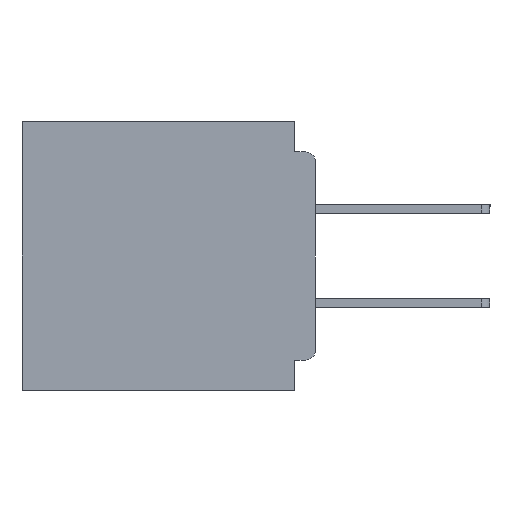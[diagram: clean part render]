
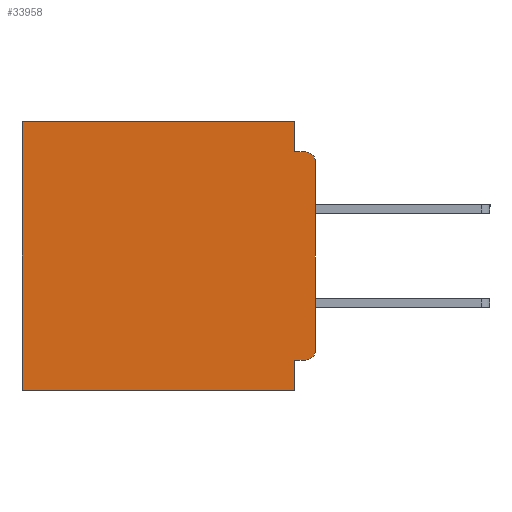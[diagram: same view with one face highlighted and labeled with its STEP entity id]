
A CAD part, left-side view. The second image highlights one B-rep face of the part: STEP entity #33958.
In plain terms, the highlighted planar face has unit normal (-1, 0, 0).
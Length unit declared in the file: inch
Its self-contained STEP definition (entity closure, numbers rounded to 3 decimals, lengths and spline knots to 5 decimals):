
#614 = DIRECTION ( 'NONE',  ( 0., -1., 0. ) ) ;
#634 = VERTEX_POINT ( 'NONE', #11115 ) ;
#949 = EDGE_CURVE ( 'NONE', #11472, #2464, #20185, .T. ) ;
#1001 = EDGE_CURVE ( 'NONE', #28303, #33392, #10875, .T. ) ;
#1060 = AXIS2_PLACEMENT_3D ( 'NONE', #24826, #7823, #27675 ) ;
#1241 = DIRECTION ( 'NONE',  ( 0., 0., -1. ) ) ;
#1621 = CARTESIAN_POINT ( 'NONE',  ( 0.3, 0.437, -0.4 ) ) ;
#2464 = VERTEX_POINT ( 'NONE', #30191 ) ;
#2604 = DIRECTION ( 'NONE',  ( -1., 0., 0. ) ) ;
#2724 = CARTESIAN_POINT ( 'NONE',  ( 0.3, 0.031, -0.355 ) ) ;
#3039 = ORIENTED_EDGE ( 'NONE', *, *, #28751, .F. ) ;
#3141 = CARTESIAN_POINT ( 'NONE',  ( 0.3, 0., 0. ) ) ;
#3588 = VERTEX_POINT ( 'NONE', #21430 ) ;
#4294 = DIRECTION ( 'NONE',  ( 1., 0., 0. ) ) ;
#4347 = ORIENTED_EDGE ( 'NONE', *, *, #1001, .F. ) ;
#4502 = CARTESIAN_POINT ( 'NONE',  ( 0.3, 0.437, -0.4 ) ) ;
#5170 = AXIS2_PLACEMENT_3D ( 'NONE', #7043, #4294, #24196 ) ;
#5284 = EDGE_CURVE ( 'NONE', #27214, #14647, #34547, .T. ) ;
#6315 = CIRCLE ( 'NONE', #1060, 0.015 ) ;
#6718 = DIRECTION ( 'NONE',  ( 0., 0., -1. ) ) ;
#6738 = LINE ( 'NONE', #25674, #21003 ) ;
#7035 = ORIENTED_EDGE ( 'NONE', *, *, #949, .T. ) ;
#7043 = CARTESIAN_POINT ( 'NONE',  ( 0.3, 0., -0.4 ) ) ;
#7480 = EDGE_CURVE ( 'NONE', #2464, #14647, #13770, .T. ) ;
#7823 = DIRECTION ( 'NONE',  ( -1., 0., 0. ) ) ;
#8914 = LINE ( 'NONE', #21135, #30599 ) ;
#9475 = EDGE_LOOP ( 'NONE', ( #22611, #19985, #4347, #31834, #7035, #36543, #15086, #3039, #27011, #25713 ) ) ;
#9636 = VECTOR ( 'NONE', #24172, 39.37008 ) ;
#10311 = DIRECTION ( 'NONE',  ( 0., 0., -1. ) ) ;
#10331 = CARTESIAN_POINT ( 'NONE',  ( 0.3, 0.031, -0.045 ) ) ;
#10546 = LINE ( 'NONE', #21335, #9636 ) ;
#10875 = LINE ( 'NONE', #14240, #18413 ) ;
#11115 = CARTESIAN_POINT ( 'NONE',  ( 0.3, 0.015, -0.355 ) ) ;
#11472 = VERTEX_POINT ( 'NONE', #35364 ) ;
#13770 = LINE ( 'NONE', #4502, #21244 ) ;
#14142 = FACE_OUTER_BOUND ( 'NONE', #9475, .T. ) ;
#14240 = CARTESIAN_POINT ( 'NONE',  ( 0.3, 0., -0.045 ) ) ;
#14514 = VECTOR ( 'NONE', #6718, 39.37008 ) ;
#14647 = VERTEX_POINT ( 'NONE', #1621 ) ;
#14660 = CIRCLE ( 'NONE', #24294, 0.015 ) ;
#15086 = ORIENTED_EDGE ( 'NONE', *, *, #5284, .F. ) ;
#16870 = CARTESIAN_POINT ( 'NONE',  ( 0.3, 0.031, -0.4 ) ) ;
#18413 = VECTOR ( 'NONE', #614, 39.37008 ) ;
#18547 = VERTEX_POINT ( 'NONE', #2724 ) ;
#18868 = DIRECTION ( 'NONE',  ( 0., 1., 0. ) ) ;
#19710 = CARTESIAN_POINT ( 'NONE',  ( 0.3, 0.015, -0.06 ) ) ;
#19985 = ORIENTED_EDGE ( 'NONE', *, *, #36358, .T. ) ;
#20185 = LINE ( 'NONE', #3141, #34182 ) ;
#21003 = VECTOR ( 'NONE', #28528, 39.37008 ) ;
#21135 = CARTESIAN_POINT ( 'NONE',  ( 0.3, 0., -0.4 ) ) ;
#21244 = VECTOR ( 'NONE', #10311, 39.37008 ) ;
#21335 = CARTESIAN_POINT ( 'NONE',  ( 0.3, 0.031, 0. ) ) ;
#21430 = CARTESIAN_POINT ( 'NONE',  ( 0.3, 0., -0.06 ) ) ;
#22505 = DIRECTION ( 'NONE',  ( 0., 0., -1. ) ) ;
#22611 = ORIENTED_EDGE ( 'NONE', *, *, #31880, .F. ) ;
#22791 = DIRECTION ( 'NONE',  ( 0., 1., 0. ) ) ;
#23756 = CARTESIAN_POINT ( 'NONE',  ( 0.3, 0.031, -0.4 ) ) ;
#24172 = DIRECTION ( 'NONE',  ( 0., 0., -1. ) ) ;
#24196 = DIRECTION ( 'NONE',  ( 0., 0., -1. ) ) ;
#24294 = AXIS2_PLACEMENT_3D ( 'NONE', #19710, #2604, #22505 ) ;
#24485 = CARTESIAN_POINT ( 'NONE',  ( 0.3, 0.015, -0.045 ) ) ;
#24826 = CARTESIAN_POINT ( 'NONE',  ( 0.3, 0.015, -0.34 ) ) ;
#25674 = CARTESIAN_POINT ( 'NONE',  ( 0.3, 0., -0.355 ) ) ;
#25713 = ORIENTED_EDGE ( 'NONE', *, *, #30238, .T. ) ;
#26119 = CARTESIAN_POINT ( 'NONE',  ( 0.3, 0., -0.34 ) ) ;
#26697 = VERTEX_POINT ( 'NONE', #26119 ) ;
#27011 = ORIENTED_EDGE ( 'NONE', *, *, #30464, .F. ) ;
#27214 = VERTEX_POINT ( 'NONE', #16870 ) ;
#27675 = DIRECTION ( 'NONE',  ( 0., 0., -1. ) ) ;
#28224 = EDGE_CURVE ( 'NONE', #11472, #28303, #10546, .T. ) ;
#28303 = VERTEX_POINT ( 'NONE', #10331 ) ;
#28528 = DIRECTION ( 'NONE',  ( 0., 1., 0. ) ) ;
#28751 = EDGE_CURVE ( 'NONE', #18547, #27214, #35959, .T. ) ;
#30191 = CARTESIAN_POINT ( 'NONE',  ( 0.3, 0.437, 0. ) ) ;
#30238 = EDGE_CURVE ( 'NONE', #634, #26697, #6315, .T. ) ;
#30464 = EDGE_CURVE ( 'NONE', #634, #18547, #6738, .T. ) ;
#30599 = VECTOR ( 'NONE', #1241, 39.37008 ) ;
#31826 = CARTESIAN_POINT ( 'NONE',  ( 0.3, 0., -0.4 ) ) ;
#31834 = ORIENTED_EDGE ( 'NONE', *, *, #28224, .F. ) ;
#31880 = EDGE_CURVE ( 'NONE', #3588, #26697, #8914, .T. ) ;
#33392 = VERTEX_POINT ( 'NONE', #24485 ) ;
#33958 = ADVANCED_FACE ( 'NONE', ( #14142 ), #35283, .F. ) ;
#34182 = VECTOR ( 'NONE', #18868, 39.37008 ) ;
#34547 = LINE ( 'NONE', #31826, #35406 ) ;
#35283 = PLANE ( 'NONE',  #5170 ) ;
#35364 = CARTESIAN_POINT ( 'NONE',  ( 0.3, 0.031, 0. ) ) ;
#35406 = VECTOR ( 'NONE', #22791, 39.37008 ) ;
#35959 = LINE ( 'NONE', #23756, #14514 ) ;
#36358 = EDGE_CURVE ( 'NONE', #3588, #33392, #14660, .T. ) ;
#36543 = ORIENTED_EDGE ( 'NONE', *, *, #7480, .T. ) ;
